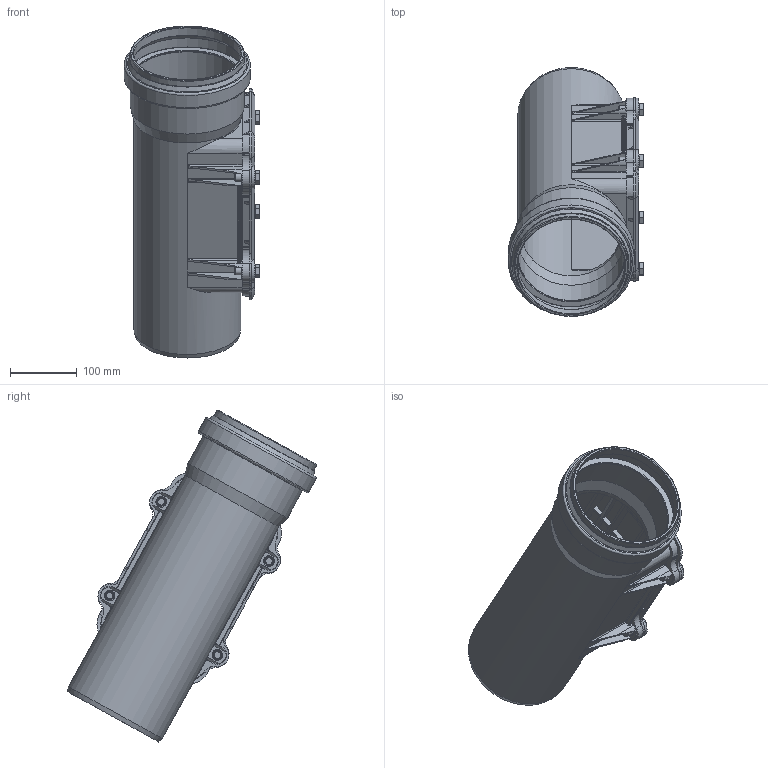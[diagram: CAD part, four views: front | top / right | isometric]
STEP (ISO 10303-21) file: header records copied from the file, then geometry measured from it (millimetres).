
FILE_DESCRIPTION(/* description */ (''),/* implementation_level */ '2;1');
FILE_NAME(/* name */ '337600 SKOLANsafeRE Reinigungsrohr DN_OD 160 Zusammenbau.stp',/* time_stamp */ '2018-01-09T14:23:09+01:00',/* author */ ('user1'),/* organization */ (''),/* preprocessor_version */ 'ST-DEVELOPER v16.1',/* originating_system */ 'Autodesk Inventor 2016',/* authorisation */ '');
FILE_SCHEMA (('AUTOMOTIVE_DESIGN { 1 0 10303 214 3 1 1 }'));
Length unit declared in the file: millimetre
Products named in the file (4): 337600 SKRE Reinigungsrohr DN_OD 160; 337600 SKRE Reinigungsrohr DN_OD 160 Deckel; ISO 4017 - M12 x 30DIN EN; 337600 SKOLANsafeRE Reinigungsrohr DN_OD 160 Zusammenbau
Assembly tree (6 placements, depth 2):
  337600 SKOLANsafeRE Reinigungsrohr DN_OD 160 Zusammenbau
    337600 SKRE Reinigungsrohr DN_OD 160
    337600 SKRE Reinigungsrohr DN_OD 160 Deckel
    ISO 4017 - M12 x 30DIN EN  x4
Bounding box: 202.9 x 372.85 x 496.31 mm (x, y, z)
Volume: 1777622.8 mm3; surface area: 709359.5 mm2
Topology: 6 solids, 6 shells, 592 faces, 1540 edges, 977 vertices
Faces by surface type: plane 343, cylinder 127, cone 66, bspline 34, torus 22
Full cylindrical faces by diameter (mm): 12 x4, 13 x4, 16 x4, 16.63 x4, 150 x1, 160.2 x1, 160.7 x1, 161 x2, 170.1 x1, 170.4 x1, 179.4 x1, 188.8 x1
Entity records: 17156 total; most frequent: CARTESIAN_POINT 3912, ORIENTED_EDGE 2748, DIRECTION 2696, EDGE_CURVE 1374, LINE 906, VECTOR 906, VERTEX_POINT 900, AXIS2_PLACEMENT_3D 895
